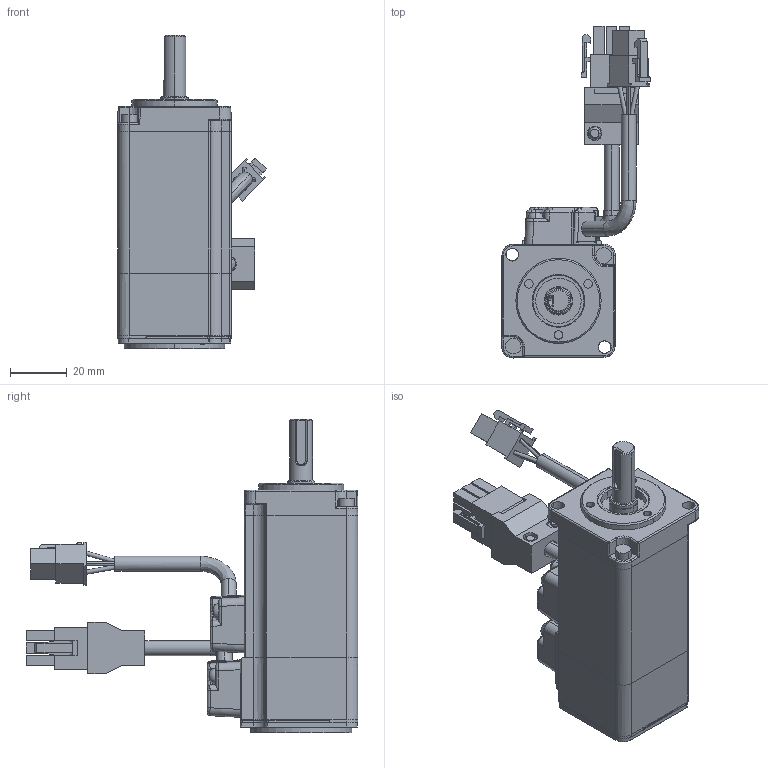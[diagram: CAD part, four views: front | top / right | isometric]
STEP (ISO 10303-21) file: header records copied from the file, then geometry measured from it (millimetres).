
FILE_DESCRIPTION (( 'STEP AP214' ), '1' );
FILE_NAME ('ECM-A3H-CX0401RSX 201N r1 surf fill 1b 2B Comb fXT r1b fXT mod heal red1 Coord.STEP', '2020-06-09T22:45:33', ( '' ), ( '' ), 'SwSTEP 2.0', 'SolidWorks 2017', '' );
FILE_SCHEMA (( 'AUTOMOTIVE_DESIGN' ));
Length unit declared in the file: inch
Products named in the file (1): ECM-A3H-CX0401RSX 201N r1 surf fill 1b 2B Comb fXT r1b fXT mod heal red1 Coord
Bounding box: 52.33 x 116.8 x 110.3 mm (x, y, z)
Volume: 148844.1 mm3; surface area: 31165 mm2
Topology: 1 solids, 1 shells, 806 faces, 2049 edges, 1306 vertices
Faces by surface type: plane 450, cylinder 240, bspline 57, cone 46, torus 13
Entity records: 28770 total; most frequent: CARTESIAN_POINT 9978, ORIENTED_EDGE 4098, DIRECTION 3549, EDGE_CURVE 2049, VERTEX_POINT 1306, LINE 1219, VECTOR 1219, AXIS2_PLACEMENT_3D 1165
